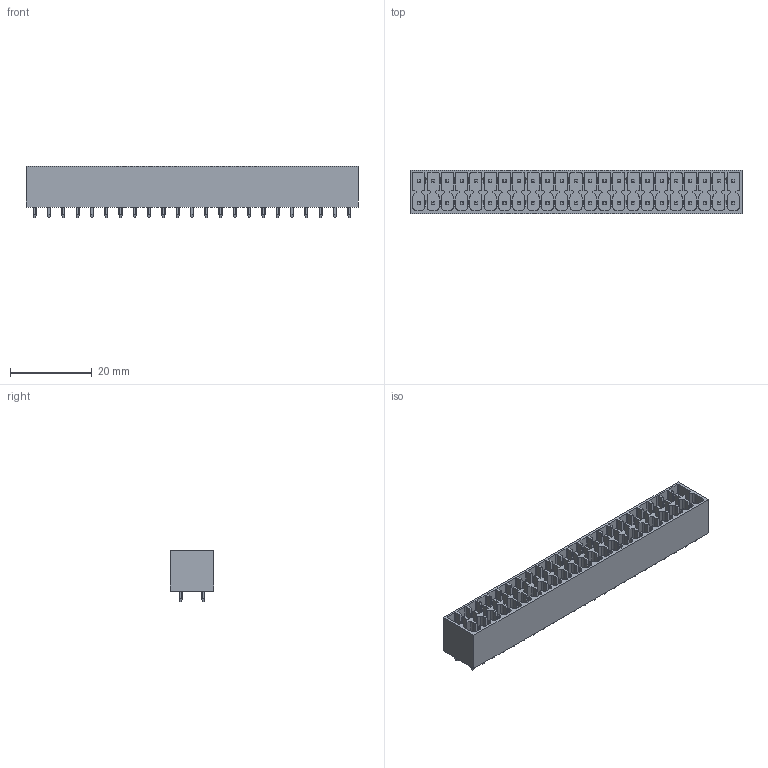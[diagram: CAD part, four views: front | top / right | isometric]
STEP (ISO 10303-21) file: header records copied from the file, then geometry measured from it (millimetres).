
FILE_DESCRIPTION((''),'2;1');
FILE_NAME('44444','2024-09-11T13:49:21',('tluser'),(''),'CREO PARAMETRIC BY PTC INC, 2018100','CREO PARAMETRIC BY PTC INC, 2018100','');
FILE_SCHEMA(('CONFIG_CONTROL_DESIGN'));
Products named in the file (1): 44444
Bounding box: 81.3 x 10.6 x 12.6 mm (x, y, z)
Volume: 5432 mm3; surface area: 7458.4 mm2
Topology: 1 solids, 1 shells, 2015 faces, 5760 edges, 3840 vertices
Faces by surface type: plane 1287, cylinder 728
Entity records: 66038 total; most frequent: CARTESIAN_POINT 13685, ORIENTED_EDGE 11520, DIRECTION 10142, EDGE_CURVE 5760, VECTOR 3936, LINE 3936, VERTEX_POINT 3840, AXIS2_PLACEMENT_3D 3103
